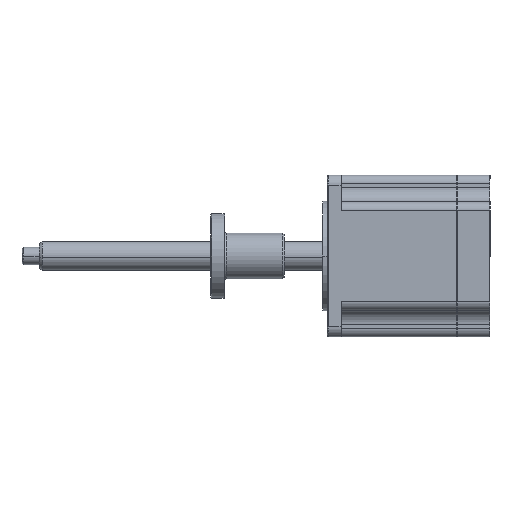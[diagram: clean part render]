
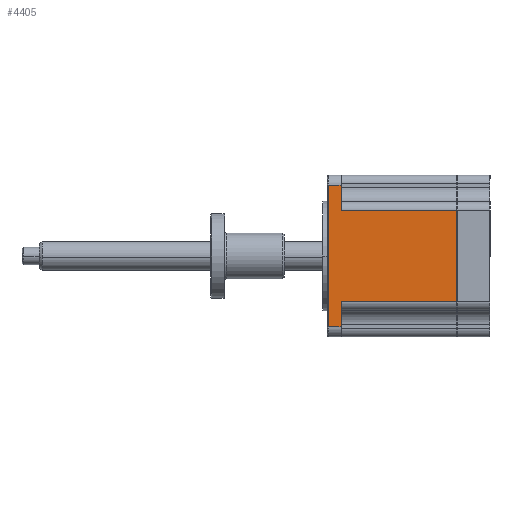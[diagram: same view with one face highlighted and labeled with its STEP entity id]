
A CAD part, left-side view. The second image highlights one B-rep face of the part: STEP entity #4405.
In plain terms, the highlighted planar face has unit normal (-1, 0, 0).
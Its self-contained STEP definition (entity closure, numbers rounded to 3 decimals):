
#21 = ORIENTED_EDGE ( 'NONE', *, *, #12212, .F. ) ;
#287 = CARTESIAN_POINT ( 'NONE',  ( -45.393, -3.001, 8.75 ) ) ;
#328 = ORIENTED_EDGE ( 'NONE', *, *, #2278, .F. ) ;
#519 = FACE_OUTER_BOUND ( 'NONE', #9682, .T. ) ;
#665 = CARTESIAN_POINT ( 'NONE',  ( -45.393, -35.001, 17.55 ) ) ;
#847 = VECTOR ( 'NONE', #2698, 1000. ) ;
#1194 = DIRECTION ( 'NONE',  ( 0., 1., 0. ) ) ;
#1316 = VERTEX_POINT ( 'NONE', #8898 ) ;
#1854 = EDGE_CURVE ( 'NONE', #11275, #5990, #11783, .T. ) ;
#2056 = ORIENTED_EDGE ( 'NONE', *, *, #1854, .F. ) ;
#2278 = EDGE_CURVE ( 'NONE', #9918, #3424, #7321, .T. ) ;
#2412 = EDGE_CURVE ( 'NONE', #3252, #1316, #8046, .T. ) ;
#2541 = DIRECTION ( 'NONE',  ( 0., 0., 1. ) ) ;
#2694 = DIRECTION ( 'NONE',  ( 0., 0., 1. ) ) ;
#2698 = DIRECTION ( 'NONE',  ( 0., 1., 0. ) ) ;
#3000 = CARTESIAN_POINT ( 'NONE',  ( -45.393, 5.199, 17.55 ) ) ;
#3028 = CARTESIAN_POINT ( 'NONE',  ( -45.393, 9.699, 8.75 ) ) ;
#3130 = VERTEX_POINT ( 'NONE', #3000 ) ;
#3142 = DIRECTION ( 'NONE',  ( 0., 1., 0. ) ) ;
#3252 = VERTEX_POINT ( 'NONE', #6864 ) ;
#3424 = VERTEX_POINT ( 'NONE', #665 ) ;
#4405 = ADVANCED_FACE ( 'NONE', ( #519 ), #12062, .F. ) ;
#4808 = CARTESIAN_POINT ( 'NONE',  ( -45.393, -35.001, 49.15 ) ) ;
#4920 = VERTEX_POINT ( 'NONE', #7568 ) ;
#5225 = EDGE_CURVE ( 'NONE', #4920, #3252, #6020, .T. ) ;
#5458 = ORIENTED_EDGE ( 'NONE', *, *, #7068, .T. ) ;
#5582 = VECTOR ( 'NONE', #1194, 1000. ) ;
#5728 = DIRECTION ( 'NONE',  ( 0., 1., 0. ) ) ;
#5990 = VERTEX_POINT ( 'NONE', #3028 ) ;
#6020 = LINE ( 'NONE', #8117, #8496 ) ;
#6114 = VECTOR ( 'NONE', #8877, 1000. ) ;
#6425 = CARTESIAN_POINT ( 'NONE',  ( -45.393, -35.001, 17.55 ) ) ;
#6557 = LINE ( 'NONE', #4808, #11567 ) ;
#6807 = CARTESIAN_POINT ( 'NONE',  ( -45.393, -3.001, 57.95 ) ) ;
#6864 = CARTESIAN_POINT ( 'NONE',  ( -45.393, 5.199, 57.95 ) ) ;
#7068 = EDGE_CURVE ( 'NONE', #9918, #4920, #6557, .T. ) ;
#7218 = ORIENTED_EDGE ( 'NONE', *, *, #2412, .T. ) ;
#7298 = EDGE_CURVE ( 'NONE', #1316, #5990, #11124, .T. ) ;
#7321 = LINE ( 'NONE', #9332, #9568 ) ;
#7538 = AXIS2_PLACEMENT_3D ( 'NONE', #11123, #8279, #2694 ) ;
#7568 = CARTESIAN_POINT ( 'NONE',  ( -45.393, 5.199, 49.15 ) ) ;
#8046 = LINE ( 'NONE', #6807, #5582 ) ;
#8117 = CARTESIAN_POINT ( 'NONE',  ( -45.393, 5.199, 8.75 ) ) ;
#8277 = CARTESIAN_POINT ( 'NONE',  ( -45.393, 5.199, 8.75 ) ) ;
#8279 = DIRECTION ( 'NONE',  ( 1., 0., 0. ) ) ;
#8318 = LINE ( 'NONE', #6425, #847 ) ;
#8496 = VECTOR ( 'NONE', #2541, 1000. ) ;
#8877 = DIRECTION ( 'NONE',  ( 0., 0., -1. ) ) ;
#8898 = CARTESIAN_POINT ( 'NONE',  ( -45.393, 9.699, 57.95 ) ) ;
#9019 = ORIENTED_EDGE ( 'NONE', *, *, #7298, .T. ) ;
#9257 = DIRECTION ( 'NONE',  ( 0., 0., 1. ) ) ;
#9332 = CARTESIAN_POINT ( 'NONE',  ( -45.393, -35.001, 17.55 ) ) ;
#9540 = CARTESIAN_POINT ( 'NONE',  ( -45.393, 5.199, 8.75 ) ) ;
#9568 = VECTOR ( 'NONE', #12183, 1000. ) ;
#9682 = EDGE_LOOP ( 'NONE', ( #5458, #11667, #7218, #9019, #2056, #11705, #21, #328 ) ) ;
#9751 = VECTOR ( 'NONE', #9257, 1000. ) ;
#9849 = CARTESIAN_POINT ( 'NONE',  ( -45.393, 9.699, 8.75 ) ) ;
#9918 = VERTEX_POINT ( 'NONE', #10009 ) ;
#10009 = CARTESIAN_POINT ( 'NONE',  ( -45.393, -35.001, 49.15 ) ) ;
#11123 = CARTESIAN_POINT ( 'NONE',  ( -45.393, -35.001, 17.55 ) ) ;
#11124 = LINE ( 'NONE', #9849, #6114 ) ;
#11234 = EDGE_CURVE ( 'NONE', #11275, #3130, #11956, .T. ) ;
#11275 = VERTEX_POINT ( 'NONE', #9540 ) ;
#11491 = VECTOR ( 'NONE', #3142, 1000. ) ;
#11567 = VECTOR ( 'NONE', #5728, 1000. ) ;
#11667 = ORIENTED_EDGE ( 'NONE', *, *, #5225, .T. ) ;
#11705 = ORIENTED_EDGE ( 'NONE', *, *, #11234, .T. ) ;
#11783 = LINE ( 'NONE', #287, #11491 ) ;
#11956 = LINE ( 'NONE', #8277, #9751 ) ;
#12062 = PLANE ( 'NONE',  #7538 ) ;
#12183 = DIRECTION ( 'NONE',  ( 0., 0., -1. ) ) ;
#12212 = EDGE_CURVE ( 'NONE', #3424, #3130, #8318, .T. ) ;
